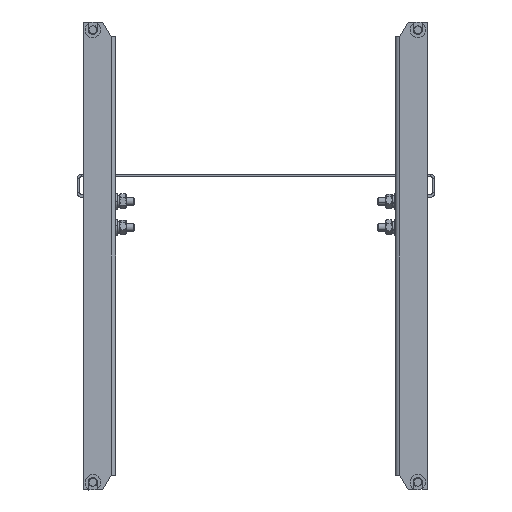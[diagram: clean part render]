
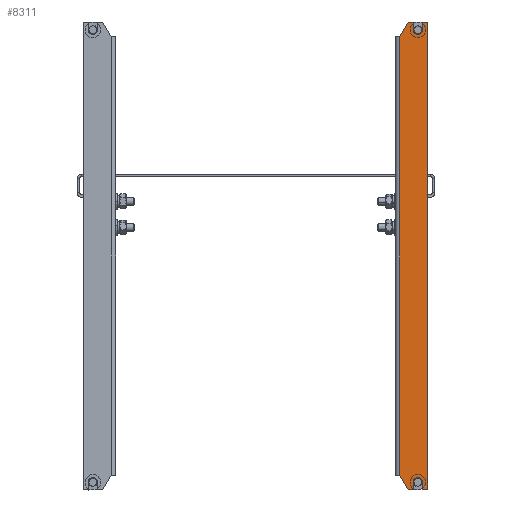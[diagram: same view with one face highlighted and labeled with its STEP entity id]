
A CAD part, left-side view. The second image highlights one B-rep face of the part: STEP entity #8311.
In plain terms, the highlighted face is planar.
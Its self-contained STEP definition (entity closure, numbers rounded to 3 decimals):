
#266 = VECTOR ( 'NONE', #8913, 1000. ) ;
#334 = CIRCLE ( 'NONE', #5762, 3.5 ) ;
#380 = DIRECTION ( 'NONE',  ( 1., 0., 0. ) ) ;
#449 = ORIENTED_EDGE ( 'NONE', *, *, #3797, .T. ) ;
#463 = VERTEX_POINT ( 'NONE', #5606 ) ;
#487 = VECTOR ( 'NONE', #380, 1000. ) ;
#543 = ORIENTED_EDGE ( 'NONE', *, *, #738, .T. ) ;
#545 = ORIENTED_EDGE ( 'NONE', *, *, #1968, .T. ) ;
#580 = CARTESIAN_POINT ( 'NONE',  ( 182., 8.5, -2. ) ) ;
#629 = CARTESIAN_POINT ( 'NONE',  ( -180., -2.5, -2. ) ) ;
#646 = EDGE_CURVE ( 'NONE', #5721, #9686, #334, .T. ) ;
#738 = EDGE_CURVE ( 'NONE', #4439, #6048, #1962, .T. ) ;
#750 = VECTOR ( 'NONE', #7270, 1000. ) ;
#754 = EDGE_CURVE ( 'NONE', #9686, #4439, #4964, .T. ) ;
#869 = DIRECTION ( 'NONE',  ( -1., 0., 0. ) ) ;
#904 = LINE ( 'NONE', #7839, #8694 ) ;
#937 = ORIENTED_EDGE ( 'NONE', *, *, #9651, .T. ) ;
#1006 = ORIENTED_EDGE ( 'NONE', *, *, #754, .T. ) ;
#1071 = CARTESIAN_POINT ( 'NONE',  ( -170.5, 5., -2. ) ) ;
#1370 = ORIENTED_EDGE ( 'NONE', *, *, #646, .T. ) ;
#1415 = CARTESIAN_POINT ( 'NONE',  ( -180., -2.5, -2. ) ) ;
#1463 = DIRECTION ( 'NONE',  ( -0.866, -0.5, 0. ) ) ;
#1513 = CARTESIAN_POINT ( 'NONE',  ( 180., 12.5, -2. ) ) ;
#1642 = CARTESIAN_POINT ( 'NONE',  ( 180., 12.5, -2. ) ) ;
#1846 = ORIENTED_EDGE ( 'NONE', *, *, #4455, .F. ) ;
#1876 = DIRECTION ( 'NONE',  ( 0., 0., 1. ) ) ;
#1962 = LINE ( 'NONE', #5016, #750 ) ;
#1968 = EDGE_CURVE ( 'NONE', #2896, #8726, #5554, .T. ) ;
#1969 = VERTEX_POINT ( 'NONE', #1642 ) ;
#2233 = DIRECTION ( 'NONE',  ( 1., 0., 0. ) ) ;
#2283 = DIRECTION ( 'NONE',  ( 0., -1., 0. ) ) ;
#2346 = CARTESIAN_POINT ( 'NONE',  ( 174., 1.5, -2. ) ) ;
#2550 = DIRECTION ( 'NONE',  ( 1., 0., 0. ) ) ;
#2896 = VERTEX_POINT ( 'NONE', #3430 ) ;
#2924 = CARTESIAN_POINT ( 'NONE',  ( -168.75, -9., -2. ) ) ;
#2977 = CIRCLE ( 'NONE', #3322, 3.5 ) ;
#3074 = EDGE_CURVE ( 'NONE', #463, #9182, #9128, .T. ) ;
#3089 = DIRECTION ( 'NONE',  ( 0., 0., 1. ) ) ;
#3170 = EDGE_CURVE ( 'NONE', #4963, #3886, #8606, .T. ) ;
#3315 = DIRECTION ( 'NONE',  ( 0., 0., 1. ) ) ;
#3322 = AXIS2_PLACEMENT_3D ( 'NONE', #6810, #4443, #2233 ) ;
#3368 = VECTOR ( 'NONE', #4200, 1000. ) ;
#3379 = CARTESIAN_POINT ( 'NONE',  ( -174., 1.5, -2. ) ) ;
#3430 = CARTESIAN_POINT ( 'NONE',  ( 168.75, -9., -2. ) ) ;
#3459 = LINE ( 'NONE', #7272, #4171 ) ;
#3509 = DIRECTION ( 'NONE',  ( 1., 0., 0. ) ) ;
#3579 = VERTEX_POINT ( 'NONE', #3674 ) ;
#3652 = DIRECTION ( 'NONE',  ( -1., 0., 0. ) ) ;
#3674 = CARTESIAN_POINT ( 'NONE',  ( -180., 1.5, -2. ) ) ;
#3694 = EDGE_CURVE ( 'NONE', #8726, #5889, #7667, .T. ) ;
#3709 = ORIENTED_EDGE ( 'NONE', *, *, #5965, .T. ) ;
#3797 = EDGE_CURVE ( 'NONE', #1969, #463, #904, .T. ) ;
#3886 = VERTEX_POINT ( 'NONE', #8188 ) ;
#3935 = VECTOR ( 'NONE', #6910, 1000. ) ;
#4048 = DIRECTION ( 'NONE',  ( 0., -1., 0. ) ) ;
#4065 = EDGE_CURVE ( 'NONE', #6790, #4963, #4341, .T. ) ;
#4148 = AXIS2_PLACEMENT_3D ( 'NONE', #9010, #1876, #2550 ) ;
#4171 = VECTOR ( 'NONE', #8862, 1000. ) ;
#4200 = DIRECTION ( 'NONE',  ( 1., 0., 0. ) ) ;
#4302 = VECTOR ( 'NONE', #5939, 1000. ) ;
#4341 = LINE ( 'NONE', #5930, #487 ) ;
#4439 = VERTEX_POINT ( 'NONE', #8816 ) ;
#4443 = DIRECTION ( 'NONE',  ( 0., 0., 1. ) ) ;
#4451 = LINE ( 'NONE', #8502, #5156 ) ;
#4455 = EDGE_CURVE ( 'NONE', #1969, #6048, #3459, .T. ) ;
#4631 = VECTOR ( 'NONE', #5017, 1000. ) ;
#4637 = ORIENTED_EDGE ( 'NONE', *, *, #3694, .T. ) ;
#4963 = VERTEX_POINT ( 'NONE', #8131 ) ;
#4964 = LINE ( 'NONE', #9007, #266 ) ;
#5016 = CARTESIAN_POINT ( 'NONE',  ( -180., 12.5, -2. ) ) ;
#5017 = DIRECTION ( 'NONE',  ( 0., 1., 0. ) ) ;
#5025 = LINE ( 'NONE', #9746, #3368 ) ;
#5156 = VECTOR ( 'NONE', #1463, 1000. ) ;
#5554 = LINE ( 'NONE', #9565, #8529 ) ;
#5606 = CARTESIAN_POINT ( 'NONE',  ( 180., 8.5, -2. ) ) ;
#5612 = ORIENTED_EDGE ( 'NONE', *, *, #8275, .T. ) ;
#5721 = VERTEX_POINT ( 'NONE', #1071 ) ;
#5762 = AXIS2_PLACEMENT_3D ( 'NONE', #6598, #3315, #3509 ) ;
#5889 = VERTEX_POINT ( 'NONE', #1415 ) ;
#5930 = CARTESIAN_POINT ( 'NONE',  ( 182., 1.5, -2. ) ) ;
#5939 = DIRECTION ( 'NONE',  ( -1., 0., 0. ) ) ;
#5965 = EDGE_CURVE ( 'NONE', #3886, #2896, #4451, .T. ) ;
#6048 = VERTEX_POINT ( 'NONE', #7182 ) ;
#6066 = CARTESIAN_POINT ( 'NONE',  ( 174., 5., -2. ) ) ;
#6155 = VERTEX_POINT ( 'NONE', #3379 ) ;
#6209 = EDGE_CURVE ( 'NONE', #3579, #6155, #5025, .T. ) ;
#6273 = VECTOR ( 'NONE', #2283, 1000. ) ;
#6550 = PLANE ( 'NONE',  #4148 ) ;
#6598 = CARTESIAN_POINT ( 'NONE',  ( -174., 5., -2. ) ) ;
#6764 = ORIENTED_EDGE ( 'NONE', *, *, #8094, .T. ) ;
#6790 = VERTEX_POINT ( 'NONE', #2346 ) ;
#6810 = CARTESIAN_POINT ( 'NONE',  ( -174., 5., -2. ) ) ;
#6910 = DIRECTION ( 'NONE',  ( -0.866, 0.5, 0. ) ) ;
#7182 = CARTESIAN_POINT ( 'NONE',  ( -180., 12.5, -2. ) ) ;
#7270 = DIRECTION ( 'NONE',  ( 0., 1., 0. ) ) ;
#7272 = CARTESIAN_POINT ( 'NONE',  ( -168.75, 12.5, -2. ) ) ;
#7273 = FACE_OUTER_BOUND ( 'NONE', #8762, .T. ) ;
#7641 = CIRCLE ( 'NONE', #8640, 3.5 ) ;
#7667 = LINE ( 'NONE', #629, #3935 ) ;
#7839 = CARTESIAN_POINT ( 'NONE',  ( 180., 12.5, -2. ) ) ;
#8001 = LINE ( 'NONE', #8915, #4631 ) ;
#8094 = EDGE_CURVE ( 'NONE', #6155, #5721, #2977, .T. ) ;
#8131 = CARTESIAN_POINT ( 'NONE',  ( 180., 1.5, -2. ) ) ;
#8180 = ORIENTED_EDGE ( 'NONE', *, *, #3074, .T. ) ;
#8188 = CARTESIAN_POINT ( 'NONE',  ( 180., -2.5, -2. ) ) ;
#8275 = EDGE_CURVE ( 'NONE', #5889, #3579, #8001, .T. ) ;
#8311 = ADVANCED_FACE ( 'NONE', ( #7273 ), #6550, .F. ) ;
#8477 = CARTESIAN_POINT ( 'NONE',  ( -174., 8.5, -2. ) ) ;
#8502 = CARTESIAN_POINT ( 'NONE',  ( 180., -2.5, -2. ) ) ;
#8529 = VECTOR ( 'NONE', #869, 1000. ) ;
#8606 = LINE ( 'NONE', #1513, #6273 ) ;
#8640 = AXIS2_PLACEMENT_3D ( 'NONE', #6066, #3089, #3652 ) ;
#8694 = VECTOR ( 'NONE', #4048, 1000. ) ;
#8718 = ORIENTED_EDGE ( 'NONE', *, *, #4065, .T. ) ;
#8726 = VERTEX_POINT ( 'NONE', #2924 ) ;
#8762 = EDGE_LOOP ( 'NONE', ( #8180, #937, #8718, #9758, #3709, #545, #4637, #5612, #9731, #6764, #1370, #1006, #543, #1846, #449 ) ) ;
#8816 = CARTESIAN_POINT ( 'NONE',  ( -180., 8.5, -2. ) ) ;
#8862 = DIRECTION ( 'NONE',  ( -1., 0., 0. ) ) ;
#8913 = DIRECTION ( 'NONE',  ( -1., 0., 0. ) ) ;
#8915 = CARTESIAN_POINT ( 'NONE',  ( -180., 12.5, -2. ) ) ;
#9007 = CARTESIAN_POINT ( 'NONE',  ( 0., 8.5, -2. ) ) ;
#9010 = CARTESIAN_POINT ( 'NONE',  ( 0., 0., -2. ) ) ;
#9128 = LINE ( 'NONE', #580, #4302 ) ;
#9182 = VERTEX_POINT ( 'NONE', #9807 ) ;
#9565 = CARTESIAN_POINT ( 'NONE',  ( 168.75, -9., -2. ) ) ;
#9651 = EDGE_CURVE ( 'NONE', #9182, #6790, #7641, .T. ) ;
#9686 = VERTEX_POINT ( 'NONE', #8477 ) ;
#9731 = ORIENTED_EDGE ( 'NONE', *, *, #6209, .T. ) ;
#9746 = CARTESIAN_POINT ( 'NONE',  ( 0., 1.5, -2. ) ) ;
#9758 = ORIENTED_EDGE ( 'NONE', *, *, #3170, .T. ) ;
#9807 = CARTESIAN_POINT ( 'NONE',  ( 174., 8.5, -2. ) ) ;
